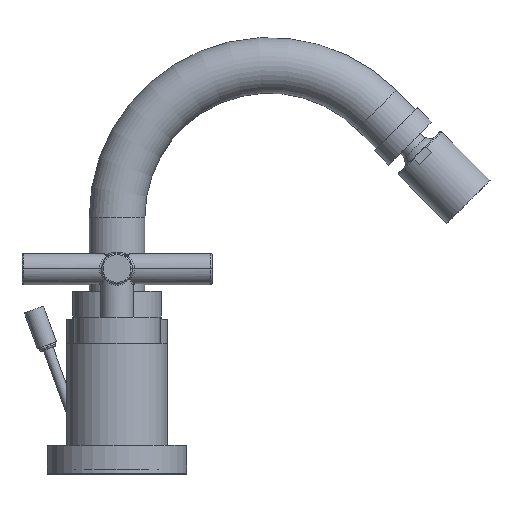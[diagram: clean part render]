
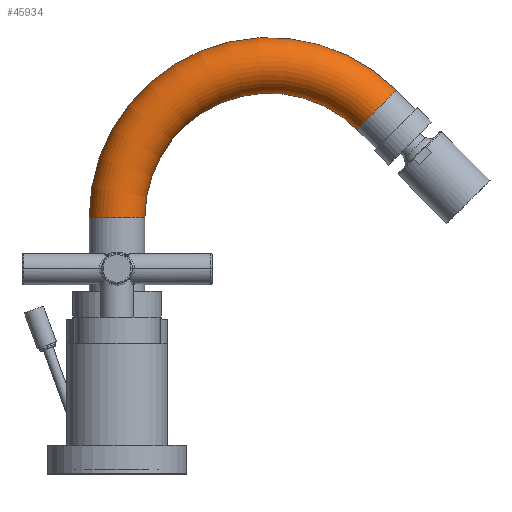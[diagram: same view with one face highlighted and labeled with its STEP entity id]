
A CAD part, top view. The second image highlights one B-rep face of the part: STEP entity #45934.
In plain terms, the highlighted toroidal (fillet/blend) face has major radius 60 mm and minor radius 11 mm.
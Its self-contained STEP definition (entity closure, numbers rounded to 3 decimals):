
#40694=CARTESIAN_POINT('',(102.426,217.548,100.));
#40695=DIRECTION('',(0.707,-0.707,0.));
#40696=DIRECTION('',(0.707,0.707,0.));
#40697=AXIS2_PLACEMENT_3D('',#40694,#40695,#40696);
#40699=CARTESIAN_POINT('',(0.,175.121,100.));
#40700=DIRECTION('',(0.,1.,0.));
#40701=DIRECTION('',(-1.,0.,0.));
#40702=AXIS2_PLACEMENT_3D('',#40699,#40700,#40701);
#40704=CARTESIAN_POINT('',(60.,175.121,100.));
#40705=DIRECTION('',(0.,0.,-1.));
#40706=DIRECTION('',(-1.,0.,0.));
#40707=AXIS2_PLACEMENT_3D('',#40704,#40705,#40706);
#43678=CARTESIAN_POINT('',(60.,175.121,100.));
#43679=DIRECTION('',(0.,0.,-1.));
#43680=DIRECTION('',(-1.,0.,0.));
#43681=AXIS2_PLACEMENT_3D('',#43678,#43679,#43680);
#44346=CARTESIAN_POINT('',(11.,175.121,100.));
#44347=CARTESIAN_POINT('',(-11.,175.121,100.));
#44348=VERTEX_POINT('',#44346);
#44349=VERTEX_POINT('',#44347);
#44354=CARTESIAN_POINT('',(94.648,209.77,100.));
#44355=CARTESIAN_POINT('',(110.205,225.326,100.));
#44356=VERTEX_POINT('',#44354);
#44357=VERTEX_POINT('',#44355);
#45920=CARTESIAN_POINT('',(60.,175.121,100.));
#45921=DIRECTION('',(0.,0.,-1.));
#45922=DIRECTION('',(1.,0.,0.));
#45923=AXIS2_PLACEMENT_3D('',#45920,#45921,#45922);
#45924=TOROIDAL_SURFACE('',#45923,60.,11.);
#45926=ORIENTED_EDGE('',*,*,#45925,.F.);
#45928=ORIENTED_EDGE('',*,*,#45927,.T.);
#45929=ORIENTED_EDGE('',*,*,#45907,.T.);
#45931=ORIENTED_EDGE('',*,*,#45930,.F.);
#45932=EDGE_LOOP('',(#45926,#45928,#45929,#45931));
#45933=FACE_OUTER_BOUND('',#45932,.F.);
#45934=ADVANCED_FACE('',(#45933),#45924,.T.);
#40698=CIRCLE('',#40697,11.);
#40703=CIRCLE('',#40702,11.);
#40708=CIRCLE('',#40707,71.);
#43682=CIRCLE('',#43681,49.);
#45907=EDGE_CURVE('',#44357,#44356,#40698,.T.);
#45925=EDGE_CURVE('',#44349,#44348,#40703,.T.);
#45927=EDGE_CURVE('',#44349,#44357,#40708,.T.);
#45930=EDGE_CURVE('',#44348,#44356,#43682,.T.);
